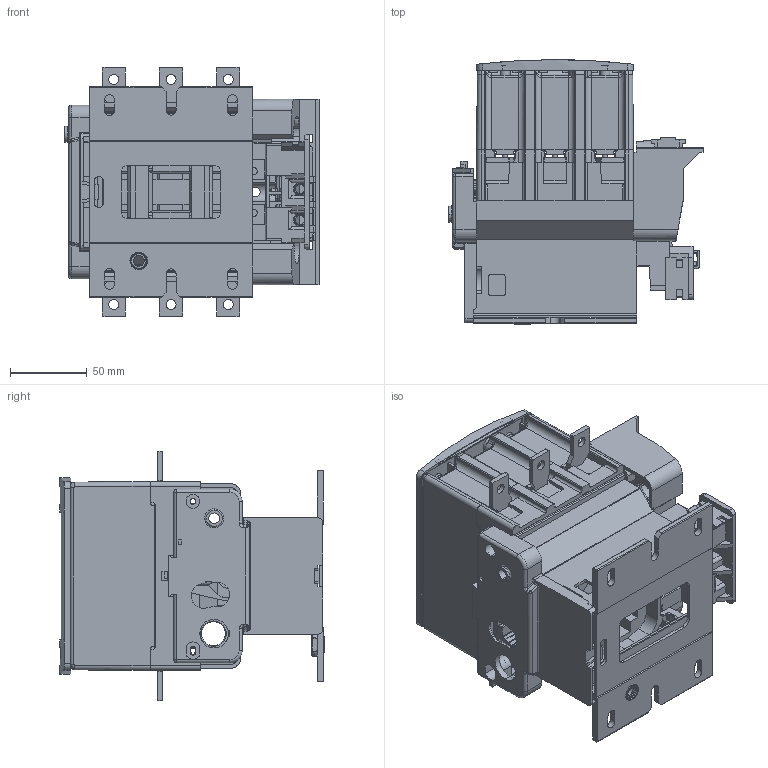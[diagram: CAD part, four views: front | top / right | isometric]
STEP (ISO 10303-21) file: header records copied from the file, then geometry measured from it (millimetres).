
FILE_DESCRIPTION((''),'2;1');
FILE_NAME('CDC6-115_ASM','2022-03-09T',('kejia.li'),(''),'PRO/ENGINEER BY PARAMETRIC TECHNOLOGY CORPORATION, 2015440','PRO/ENGINEER BY PARAMETRIC TECHNOLOGY CORPORATION, 2015440','');
FILE_SCHEMA(('CONFIG_CONTROL_DESIGN'));
Products named in the file (16): CDC6-115_1; CDC6-115_2; CDC6-115_3; CDC6-115_4; CDC6-115_5; CDC6-115_6; CDC6-115_7; CDC6-115_8; CDC6-115_9; CDC6-115_10; CDC6-115_11; CDC6-115_12; CDC6-115_13; CDC6-115_14; ASSEMBLY_1_ASM; CDC6-115_ASM
Assembly tree (20 placements, depth 3):
  CDC6-115_ASM
    ASSEMBLY_1_ASM
      CDC6-115_1
      CDC6-115_2
      CDC6-115_3
      CDC6-115_4  x2
      CDC6-115_5  x4
      CDC6-115_6
      CDC6-115_7  x2
      CDC6-115_8
      CDC6-115_9
      CDC6-115_10
      CDC6-115_11
      CDC6-115_12
      CDC6-115_13
      CDC6-115_14
Bounding box: 165.5 x 171.9 x 162.4 mm (x, y, z)
Volume: 765460.9 mm3; surface area: 455411.1 mm2
Topology: 19 solids, 19 shells, 4398 faces, 12563 edges, 8251 vertices
Faces by surface type: plane 2962, cylinder 1103, cone 142, bspline 94, torus 69, sphere 24, extrusion 4
Entity records: 141234 total; most frequent: CARTESIAN_POINT 32513, ORIENTED_EDGE 23650, DIRECTION 21310, EDGE_CURVE 11825, VECTOR 8582, LINE 8578, VERTEX_POINT 7769, AXIS2_PLACEMENT_3D 6364
